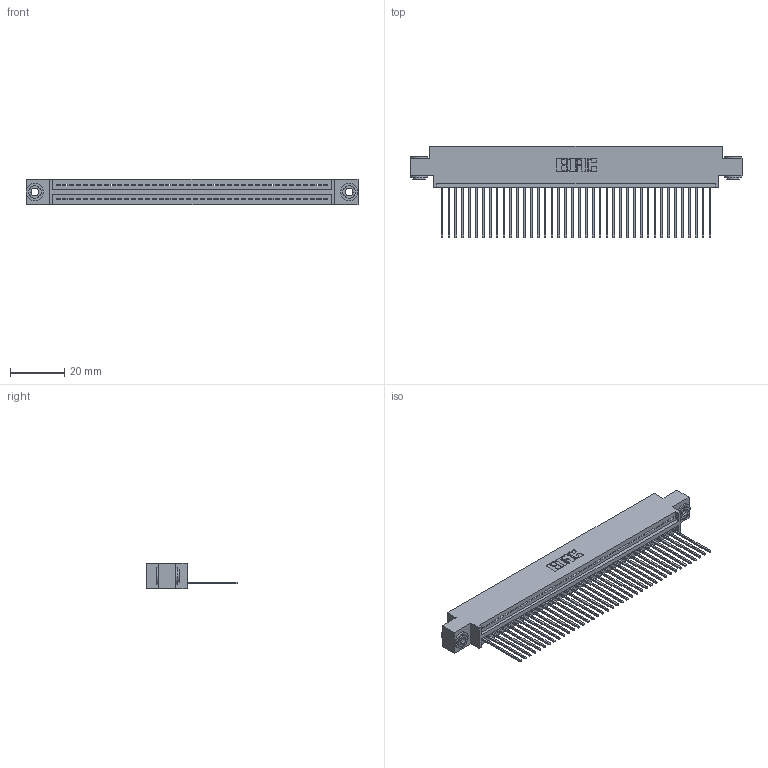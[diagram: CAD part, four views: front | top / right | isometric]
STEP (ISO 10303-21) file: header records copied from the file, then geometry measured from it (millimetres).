
FILE_DESCRIPTION (( 'STEP AP203' ), '1' );
FILE_NAME ('395-040-541-603.STEP', '2019-10-22T05:30:35', ( '' ), ( '' ), 'SwSTEP 2.0', 'SolidWorks 2016', '' );
FILE_SCHEMA (( 'CONFIG_CONTROL_DESIGN' ));
Length unit declared in the file: inch
Products named in the file (4): 345 Part_0.170 Offset - 0.156 Dia-TH; 345-292-001_345-293-141; 345-250-002_345-250-002-102; 395-040-541-603
Assembly tree (43 placements, depth 2):
  395-040-541-603
    345 Part_0.170 Offset - 0.156 Dia-TH
    345-292-001_345-293-141  x40
    345-250-002_345-250-002-102  x2
Bounding box: 122.81 x 33.96 x 9.4 mm (x, y, z)
Volume: 11686.2 mm3; surface area: 16620.3 mm2
Topology: 43 solids, 43 shells, 2488 faces, 7469 edges, 4922 vertices
Faces by surface type: plane 1694, cylinder 786, cone 8
Entity records: 31174 total; most frequent: CARTESIAN_POINT 5379, ORIENTED_EDGE 5346, DIRECTION 4731, EDGE_CURVE 2673, VECTOR 2357, LINE 2357, VERTEX_POINT 1778, AXIS2_PLACEMENT_3D 1187
